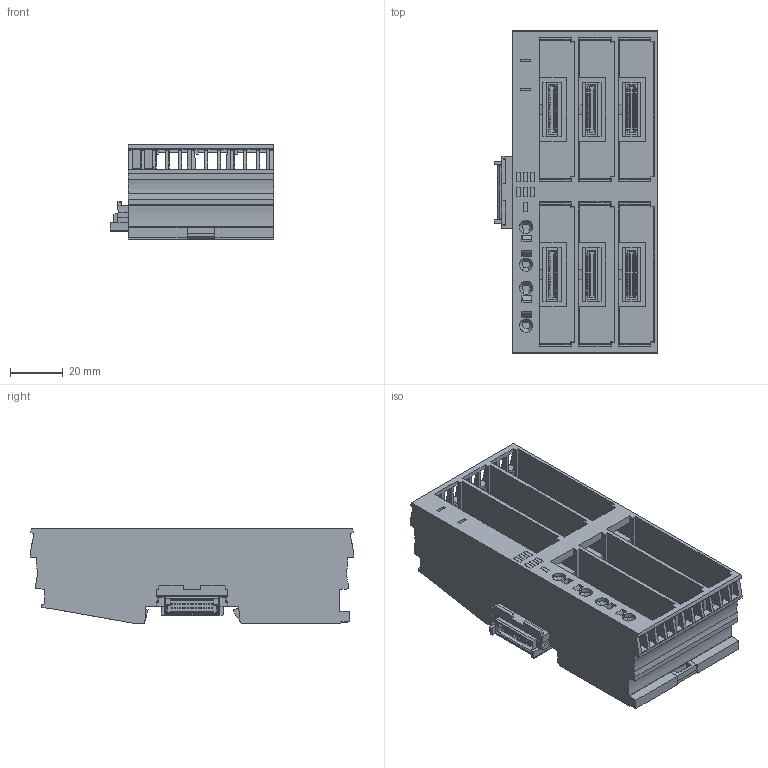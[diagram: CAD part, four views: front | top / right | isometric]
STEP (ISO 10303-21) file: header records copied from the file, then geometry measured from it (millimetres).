
FILE_DESCRIPTION(('HOOPS Exchange Step'),'2;1');
FILE_NAME('export-1A6963AB-9551-4414-B1A5-FAAB090E7CC2.stp','2024-05-05T10:39:01+02:00',('Engineering'),('Alibre'),'HOOPS Exchange 2023.0','Alibre','Unknown authorisation');
FILE_SCHEMA( ('AP242_MANAGED_MODEL_BASED_3D_ENGINEERING_MIM_LF {1 0 10303 442 1 1 4 }') );
Length unit declared in the file: millimetre
Products named in the file (2): 6821-1 Module carrier - AXL F BP SE6- 1088136; 6821 Module carrier - AXL F BP SE6- 1088136
Assembly tree (1 placements, depth 2):
  6821 Module carrier - AXL F BP SE6- 1088136
    6821-1 Module carrier - AXL F BP SE6- 1088136
Bounding box: 61.84 x 122.4 x 35.7 mm (x, y, z)
Volume: 123347.8 mm3; surface area: 57385.4 mm2
Topology: 1 solids, 1 shells, 4930 faces, 13741 edges, 9140 vertices
Faces by surface type: plane 4816, cylinder 74, bspline 32, cone 8
Entity records: 166232 total; most frequent: CARTESIAN_POINT 30669, ORIENTED_EDGE 27482, DIRECTION 23601, EDGE_CURVE 13741, VECTOR 13473, LINE 13473, VERTEX_POINT 9140, EDGE_LOOP 5299
